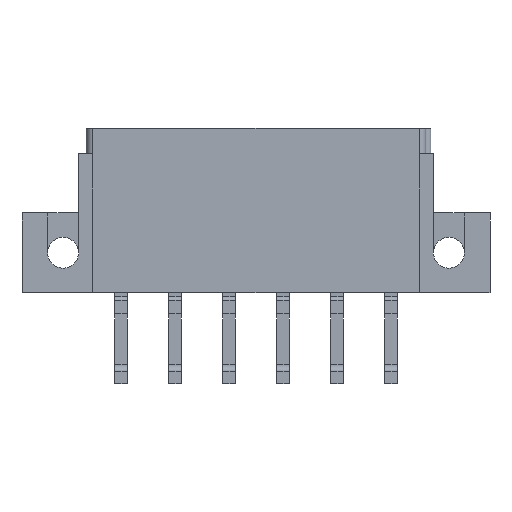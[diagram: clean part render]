
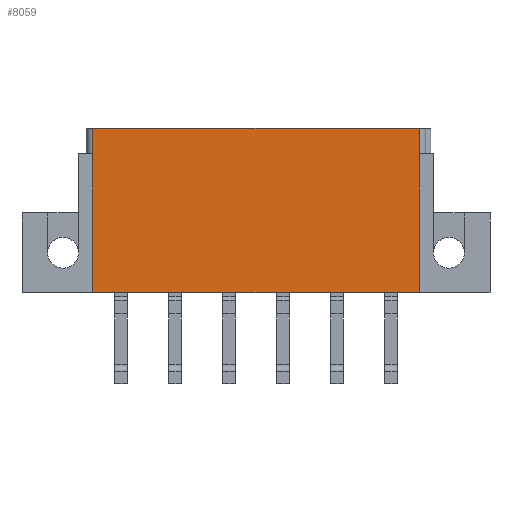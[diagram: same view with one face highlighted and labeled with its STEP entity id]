
A CAD part, front view. The second image highlights one B-rep face of the part: STEP entity #8059.
In plain terms, the highlighted planar face has unit normal (0, -1, 0).
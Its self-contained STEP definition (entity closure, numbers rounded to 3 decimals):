
#201=DIRECTION('',(-1.,0.,0.));
#202=VECTOR('',#201,25.4);
#203=CARTESIAN_POINT('',(12.7,0.4,0.));
#204=LINE('',#203,#202);
#644=DIRECTION('',(-1.,0.,0.));
#645=VECTOR('',#644,25.4);
#646=CARTESIAN_POINT('',(12.7,0.4,-12.8));
#647=LINE('',#646,#645);
#2624=DIRECTION('',(0.,0.,1.));
#2625=VECTOR('',#2624,2.);
#2626=CARTESIAN_POINT('',(12.7,0.4,-2.));
#2627=LINE('',#2626,#2625);
#2646=DIRECTION('',(0.,0.,1.));
#2647=VECTOR('',#2646,10.8);
#2648=CARTESIAN_POINT('',(12.7,0.4,-12.8));
#2649=LINE('',#2648,#2647);
#2994=DIRECTION('',(0.,0.,1.));
#2995=VECTOR('',#2994,2.);
#2996=CARTESIAN_POINT('',(-12.7,0.4,-2.));
#2997=LINE('',#2996,#2995);
#3055=DIRECTION('',(0.,0.,-1.));
#3056=VECTOR('',#3055,10.8);
#3057=CARTESIAN_POINT('',(-12.7,0.4,-2.));
#3058=LINE('',#3057,#3056);
#3103=CARTESIAN_POINT('',(12.7,0.4,-12.8));
#3104=CARTESIAN_POINT('',(-12.7,0.4,-12.8));
#3105=VERTEX_POINT('',#3103);
#3106=VERTEX_POINT('',#3104);
#3351=CARTESIAN_POINT('',(12.7,0.4,-2.));
#3352=CARTESIAN_POINT('',(12.7,0.4,0.));
#3353=VERTEX_POINT('',#3351);
#3354=VERTEX_POINT('',#3352);
#3395=CARTESIAN_POINT('',(-12.7,0.4,0.));
#3396=VERTEX_POINT('',#3395);
#3397=CARTESIAN_POINT('',(-12.7,0.4,-2.));
#3398=VERTEX_POINT('',#3397);
#8043=CARTESIAN_POINT('',(13.2,0.4,0.));
#8044=DIRECTION('',(0.,-1.,0.));
#8045=DIRECTION('',(-1.,0.,0.));
#8046=AXIS2_PLACEMENT_3D('',#8043,#8044,#8045);
#8047=PLANE('',#8046);
#8048=ORIENTED_EDGE('',*,*,#8034,.F.);
#8050=ORIENTED_EDGE('',*,*,#8049,.F.);
#8051=ORIENTED_EDGE('',*,*,#4503,.T.);
#8053=ORIENTED_EDGE('',*,*,#8052,.F.);
#8055=ORIENTED_EDGE('',*,*,#8054,.T.);
#8056=ORIENTED_EDGE('',*,*,#4086,.F.);
#8057=EDGE_LOOP('',(#8048,#8050,#8051,#8053,#8055,#8056));
#8058=FACE_OUTER_BOUND('',#8057,.F.);
#8059=ADVANCED_FACE('',(#8058),#8047,.T.);
#4086=EDGE_CURVE('',#3354,#3396,#204,.T.);
#4503=EDGE_CURVE('',#3105,#3106,#647,.T.);
#8034=EDGE_CURVE('',#3353,#3354,#2627,.T.);
#8049=EDGE_CURVE('',#3105,#3353,#2649,.T.);
#8052=EDGE_CURVE('',#3398,#3106,#3058,.T.);
#8054=EDGE_CURVE('',#3398,#3396,#2997,.T.);
